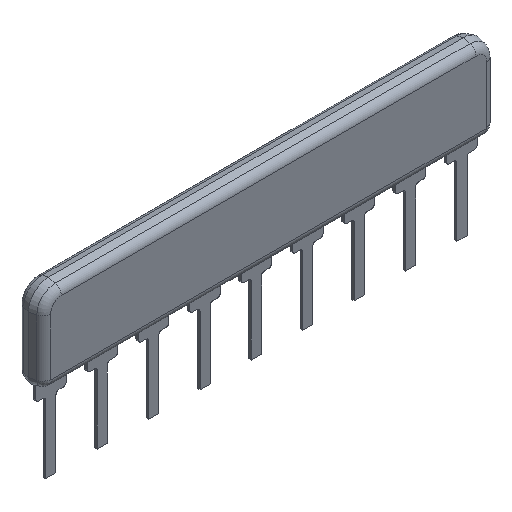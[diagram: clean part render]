
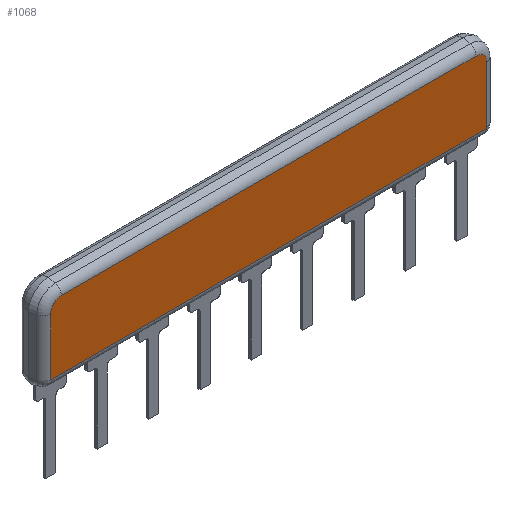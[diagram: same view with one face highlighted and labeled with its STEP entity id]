
A CAD part, isometric view. The second image highlights one B-rep face of the part: STEP entity #1068.
In plain terms, the highlighted planar face has unit normal (0, -1, 0).
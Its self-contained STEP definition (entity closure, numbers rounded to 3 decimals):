
#1068 = ADVANCED_FACE('',(#1069),#1139,.F.);
#1069 = FACE_BOUND('',#1070,.T.);
#1070 = EDGE_LOOP('',(#1071,#1081,#1090,#1098,#1107,#1115,#1124,#1132));
#1071 = ORIENTED_EDGE('',*,*,#1072,.T.);
#1072 = EDGE_CURVE('',#1073,#1075,#1077,.T.);
#1073 = VERTEX_POINT('',#1074);
#1074 = CARTESIAN_POINT('',(10.25,-0.625,5.626));
#1075 = VERTEX_POINT('',#1076);
#1076 = CARTESIAN_POINT('',(-10.25,-0.625,5.626));
#1077 = LINE('',#1078,#1079);
#1078 = CARTESIAN_POINT('',(-10.25,-0.625,5.626));
#1079 = VECTOR('',#1080,1.);
#1080 = DIRECTION('',(-1.,0.,0.));
#1081 = ORIENTED_EDGE('',*,*,#1082,.T.);
#1082 = EDGE_CURVE('',#1075,#1083,#1085,.T.);
#1083 = VERTEX_POINT('',#1084);
#1084 = CARTESIAN_POINT('',(-10.776,-0.625,5.1));
#1085 = CIRCLE('',#1086,0.526);
#1086 = AXIS2_PLACEMENT_3D('',#1087,#1088,#1089);
#1087 = CARTESIAN_POINT('',(-10.25,-0.625,5.1));
#1088 = DIRECTION('',(0.,-1.,0.));
#1089 = DIRECTION('',(0.,0.,1.));
#1090 = ORIENTED_EDGE('',*,*,#1091,.T.);
#1091 = EDGE_CURVE('',#1083,#1092,#1094,.T.);
#1092 = VERTEX_POINT('',#1093);
#1093 = CARTESIAN_POINT('',(-10.776,-0.625,2.3));
#1094 = LINE('',#1095,#1096);
#1095 = CARTESIAN_POINT('',(-10.776,-0.625,5.1));
#1096 = VECTOR('',#1097,1.);
#1097 = DIRECTION('',(0.,0.,-1.));
#1098 = ORIENTED_EDGE('',*,*,#1099,.T.);
#1099 = EDGE_CURVE('',#1092,#1100,#1102,.T.);
#1100 = VERTEX_POINT('',#1101);
#1101 = CARTESIAN_POINT('',(-10.75,-0.625,2.274));
#1102 = CIRCLE('',#1103,0.026);
#1103 = AXIS2_PLACEMENT_3D('',#1104,#1105,#1106);
#1104 = CARTESIAN_POINT('',(-10.75,-0.625,2.3));
#1105 = DIRECTION('',(0.,-1.,0.));
#1106 = DIRECTION('',(0.,0.,1.));
#1107 = ORIENTED_EDGE('',*,*,#1108,.T.);
#1108 = EDGE_CURVE('',#1100,#1109,#1111,.T.);
#1109 = VERTEX_POINT('',#1110);
#1110 = CARTESIAN_POINT('',(10.75,-0.625,2.274));
#1111 = LINE('',#1112,#1113);
#1112 = CARTESIAN_POINT('',(-10.25,-0.625,2.274));
#1113 = VECTOR('',#1114,1.);
#1114 = DIRECTION('',(1.,0.,0.));
#1115 = ORIENTED_EDGE('',*,*,#1116,.T.);
#1116 = EDGE_CURVE('',#1109,#1117,#1119,.T.);
#1117 = VERTEX_POINT('',#1118);
#1118 = CARTESIAN_POINT('',(10.776,-0.625,2.3));
#1119 = CIRCLE('',#1120,0.026);
#1120 = AXIS2_PLACEMENT_3D('',#1121,#1122,#1123);
#1121 = CARTESIAN_POINT('',(10.75,-0.625,2.3));
#1122 = DIRECTION('',(0.,-1.,0.));
#1123 = DIRECTION('',(0.,0.,1.));
#1124 = ORIENTED_EDGE('',*,*,#1125,.T.);
#1125 = EDGE_CURVE('',#1117,#1126,#1128,.T.);
#1126 = VERTEX_POINT('',#1127);
#1127 = CARTESIAN_POINT('',(10.776,-0.625,5.1));
#1128 = LINE('',#1129,#1130);
#1129 = CARTESIAN_POINT('',(10.776,-0.625,5.1));
#1130 = VECTOR('',#1131,1.);
#1131 = DIRECTION('',(-0.,0.,1.));
#1132 = ORIENTED_EDGE('',*,*,#1133,.T.);
#1133 = EDGE_CURVE('',#1126,#1073,#1134,.T.);
#1134 = CIRCLE('',#1135,0.526);
#1135 = AXIS2_PLACEMENT_3D('',#1136,#1137,#1138);
#1136 = CARTESIAN_POINT('',(10.25,-0.625,5.1));
#1137 = DIRECTION('',(0.,-1.,0.));
#1138 = DIRECTION('',(0.,0.,1.));
#1139 = PLANE('',#1140);
#1140 = AXIS2_PLACEMENT_3D('',#1141,#1142,#1143);
#1141 = CARTESIAN_POINT('',(-10.25,-0.625,5.1));
#1142 = DIRECTION('',(0.,1.,0.));
#1143 = DIRECTION('',(0.,0.,1.));
